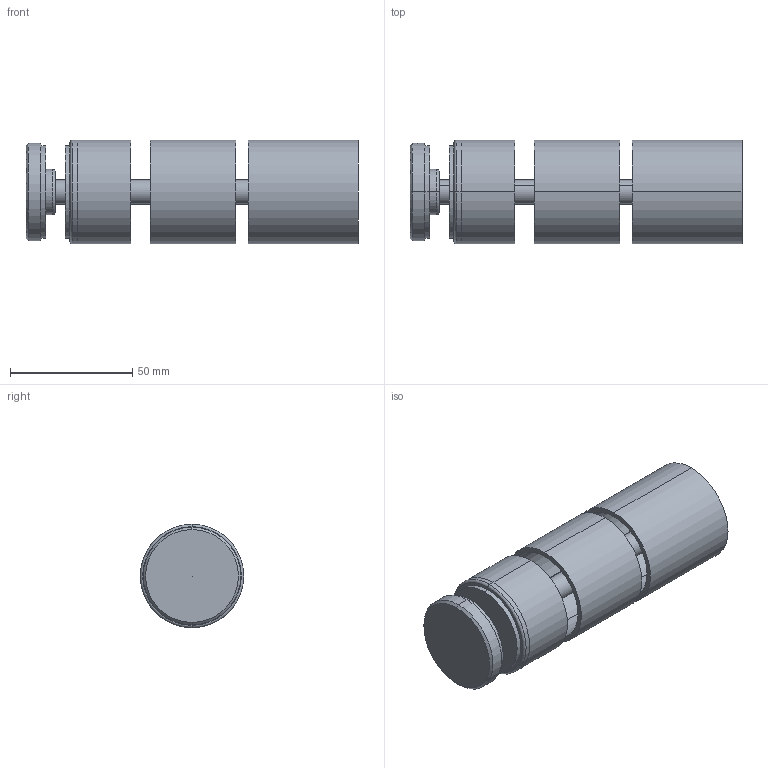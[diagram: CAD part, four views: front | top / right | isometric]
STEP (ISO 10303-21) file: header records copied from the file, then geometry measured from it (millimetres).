
FILE_DESCRIPTION (( 'STEP AP203' ), '1' );
FILE_NAME ('A_0742-FLEX.STEP', '2024-06-17T10:23:34', ( '' ), ( '' ), 'SwSTEP 2.0', 'SolidWorks 2019', '' );
FILE_SCHEMA (( 'CONFIG_CONTROL_DESIGN' ));
Length unit declared in the file: millimetre
Products named in the file (7): A_0742-FLEX.P1; A_0742-FLEX; Skrutka DIN 913_SKRUTKA M10X90; A_0742-FLEX.P4; A_0742-FLEX.P2; A_0742-FLEX.P3; A_0742-FLEX.P5
Assembly tree (6 placements, depth 2):
  A_0742-FLEX
    A_0742-FLEX.P1
    A_0742-FLEX.P4
    A_0742-FLEX.P5
    A_0742-FLEX.P2
    A_0742-FLEX.P3
    Skrutka DIN 913_SKRUTKA M10X90
Bounding box: 136 x 42.4 x 42.4 mm (x, y, z)
Volume: 53106.4 mm3; surface area: 46606.7 mm2
Topology: 8 solids, 8 shells, 821 faces, 1976 edges, 1173 vertices
Faces by surface type: plane 649, cylinder 146, cone 18, torus 8
Entity records: 24353 total; most frequent: DIRECTION 4358, CARTESIAN_POINT 4086, ORIENTED_EDGE 3944, EDGE_CURVE 1972, AXIS2_PLACEMENT_3D 1567, VECTOR 1224, LINE 1224, VERTEX_POINT 1173
